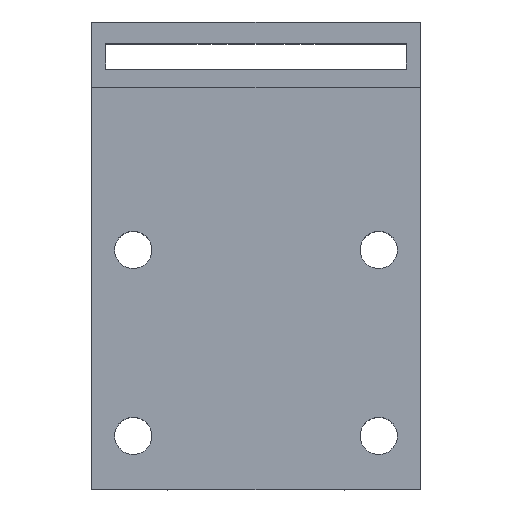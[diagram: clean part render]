
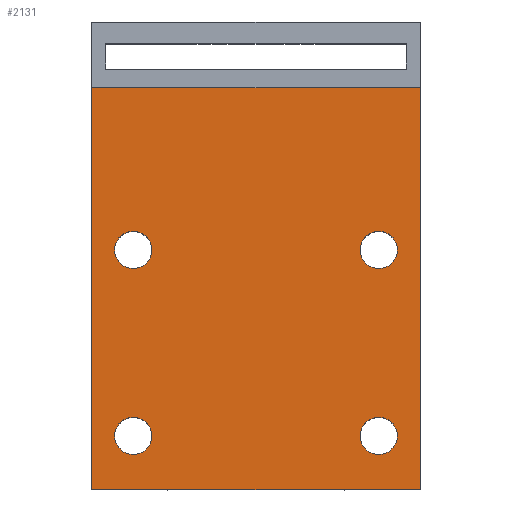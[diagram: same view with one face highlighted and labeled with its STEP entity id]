
A CAD part, top view. The second image highlights one B-rep face of the part: STEP entity #2131.
In plain terms, the highlighted planar face has unit normal (0, 0, 1).
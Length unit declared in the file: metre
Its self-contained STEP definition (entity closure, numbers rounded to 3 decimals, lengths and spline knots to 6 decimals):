
#95=CIRCLE('',#2175,0.0017);
#96=CIRCLE('',#2177,0.0017);
#117=CIRCLE('',#2225,0.0017);
#118=CIRCLE('',#2227,0.0017);
#756=ORIENTED_EDGE('',*,*,#883,.F.);
#757=ORIENTED_EDGE('',*,*,#837,.F.);
#758=ORIENTED_EDGE('',*,*,#766,.T.);
#759=ORIENTED_EDGE('',*,*,#958,.T.);
#760=ORIENTED_EDGE('',*,*,#834,.T.);
#761=ORIENTED_EDGE('',*,*,#833,.T.);
#762=ORIENTED_EDGE('',*,*,#956,.F.);
#763=ORIENTED_EDGE('',*,*,#955,.F.);
#766=EDGE_CURVE('',#1073,#1072,#1280,.T.);
#833=EDGE_CURVE('',#1130,#1130,#95,.F.);
#834=EDGE_CURVE('',#1131,#1131,#96,.F.);
#837=EDGE_CURVE('',#1073,#1133,#1325,.T.);
#883=EDGE_CURVE('',#1133,#1166,#1365,.T.);
#955=EDGE_CURVE('',#1222,#1222,#117,.F.);
#956=EDGE_CURVE('',#1223,#1223,#118,.F.);
#958=EDGE_CURVE('',#1072,#1166,#1411,.T.);
#1072=VERTEX_POINT('',#2781);
#1073=VERTEX_POINT('',#2783);
#1130=VERTEX_POINT('',#2941);
#1131=VERTEX_POINT('',#2944);
#1133=VERTEX_POINT('',#2950);
#1166=VERTEX_POINT('',#3041);
#1222=VERTEX_POINT('',#3211);
#1223=VERTEX_POINT('',#3214);
#1280=LINE('',#2782,#1488);
#1325=LINE('',#2949,#1533);
#1365=LINE('',#3040,#1573);
#1411=LINE('',#3217,#1619);
#1488=VECTOR('',#2291,1.);
#1533=VECTOR('',#2402,1.);
#1573=VECTOR('',#2478,1.);
#1619=VECTOR('',#2588,1.);
#1819=EDGE_LOOP('',(#756,#757,#758,#759));
#1820=EDGE_LOOP('',(#760));
#1821=EDGE_LOOP('',(#761));
#1822=EDGE_LOOP('',(#762));
#1823=EDGE_LOOP('',(#763));
#1949=FACE_BOUND('',#1819,.T.);
#1950=FACE_BOUND('',#1820,.T.);
#1951=FACE_BOUND('',#1821,.T.);
#1952=FACE_BOUND('',#1822,.T.);
#1953=FACE_BOUND('',#1823,.T.);
#2021=PLANE('',#2284);
#2131=ADVANCED_FACE('',(#1949,#1950,#1951,#1952,#1953),#2021,.T.);
#2175=AXIS2_PLACEMENT_3D('',#2940,#2392,#2393);
#2177=AXIS2_PLACEMENT_3D('',#2943,#2396,#2397);
#2225=AXIS2_PLACEMENT_3D('',#3210,#2579,#2580);
#2227=AXIS2_PLACEMENT_3D('',#3213,#2583,#2584);
#2284=AXIS2_PLACEMENT_3D('',#3639,#2773,#2774);
#2291=DIRECTION('',(-1.,0.,0.));
#2392=DIRECTION('',(0.,0.,1.));
#2393=DIRECTION('',(0.,-1.,0.));
#2396=DIRECTION('',(0.,0.,1.));
#2397=DIRECTION('',(0.,-1.,0.));
#2402=DIRECTION('',(0.,-1.,0.));
#2478=DIRECTION('',(-1.,0.,0.));
#2579=DIRECTION('',(0.,0.,-1.));
#2580=DIRECTION('',(0.,-1.,0.));
#2583=DIRECTION('',(0.,0.,-1.));
#2584=DIRECTION('',(0.,-1.,0.));
#2588=DIRECTION('',(0.,-1.,0.));
#2773=DIRECTION('',(0.,0.,1.));
#2774=DIRECTION('',(-1.,0.,0.));
#2781=CARTESIAN_POINT('',(-0.015,-0.0303,-0.026999));
#2782=CARTESIAN_POINT('',(-0.0193,-0.0303,-0.026999));
#2783=CARTESIAN_POINT('',(0.015,-0.0303,-0.026999));
#2940=CARTESIAN_POINT('',(0.011225,-0.04515,-0.026999));
#2941=CARTESIAN_POINT('',(0.011225,-0.04685,-0.026999));
#2943=CARTESIAN_POINT('',(0.011225,-0.06215,-0.026999));
#2944=CARTESIAN_POINT('',(0.011225,-0.06385,-0.026999));
#2949=CARTESIAN_POINT('',(0.015,-0.041053,-0.026999));
#2950=CARTESIAN_POINT('',(0.015,-0.067053,-0.026999));
#3040=CARTESIAN_POINT('',(0.,-0.067053,-0.026999));
#3041=CARTESIAN_POINT('',(-0.015,-0.067053,-0.026999));
#3210=CARTESIAN_POINT('',(-0.011225,-0.04515,-0.026999));
#3211=CARTESIAN_POINT('',(-0.011225,-0.04685,-0.026999));
#3213=CARTESIAN_POINT('',(-0.011225,-0.06215,-0.026999));
#3214=CARTESIAN_POINT('',(-0.011225,-0.06385,-0.026999));
#3217=CARTESIAN_POINT('',(-0.015,-0.041053,-0.026999));
#3639=CARTESIAN_POINT('',(0.,-0.041053,-0.026999));
